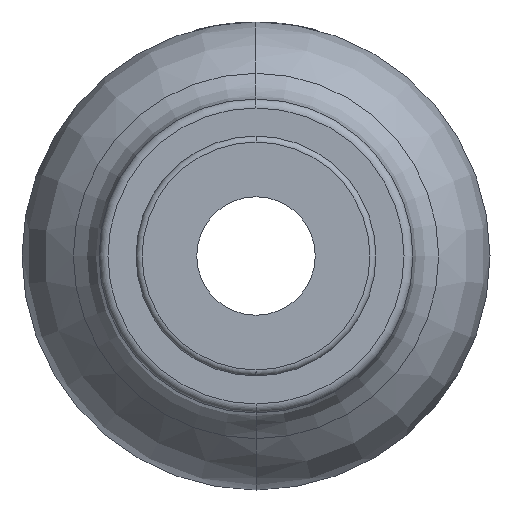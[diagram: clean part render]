
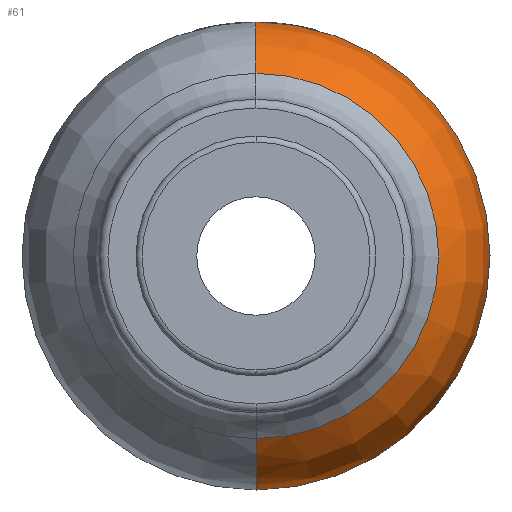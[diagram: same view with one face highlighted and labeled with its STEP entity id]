
A CAD part, front view. The second image highlights one B-rep face of the part: STEP entity #61.
In plain terms, the highlighted toroidal (fillet/blend) face has major radius 3.888 mm and minor radius 4.016 mm.
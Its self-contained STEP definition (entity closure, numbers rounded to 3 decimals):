
#61=ADVANCED_FACE('',(#158),#159,.T.);
#158=FACE_OUTER_BOUND('',#329,.T.);
#159=TOROIDAL_SURFACE('',#330,3.888,4.016);
#329=EDGE_LOOP('',(#582,#583,#584,#585,#586));
#330=AXIS2_PLACEMENT_3D('',#587,#588,#589);
#582=ORIENTED_EDGE('',*,*,#1151,.F.);
#583=ORIENTED_EDGE('',*,*,#1152,.T.);
#584=ORIENTED_EDGE('',*,*,#1153,.F.);
#585=ORIENTED_EDGE('',*,*,#1154,.F.);
#586=ORIENTED_EDGE('',*,*,#1155,.F.);
#587=CARTESIAN_POINT('',(0.0,12.559,0.0));
#588=DIRECTION('',(0.0,1.0,0.0));
#589=DIRECTION('',(0.0,0.0,1.0));
#1151=EDGE_CURVE('',#1384,#1385,#1386,.T.);
#1152=EDGE_CURVE('',#1384,#1387,#1388,.T.);
#1153=EDGE_CURVE('',#1389,#1387,#1390,.T.);
#1154=EDGE_CURVE('',#1391,#1389,#1392,.T.);
#1155=EDGE_CURVE('',#1385,#1391,#1393,.T.);
#1384=VERTEX_POINT('',#1722);
#1385=VERTEX_POINT('',#1723);
#1386=CIRCLE('',#1724,4.016);
#1387=VERTEX_POINT('',#1725);
#1388=CIRCLE('',#1726,6.166);
#1389=VERTEX_POINT('',#1727);
#1390=CIRCLE('',#1728,4.016);
#1391=VERTEX_POINT('',#1729);
#1392=CIRCLE('',#1730,7.9);
#1393=CIRCLE('',#1731,7.9);
#1722=CARTESIAN_POINT('',(0.,9.252,6.166));
#1723=CARTESIAN_POINT('',(0.,12.734,7.9));
#1724=AXIS2_PLACEMENT_3D('',#2178,#2179,#2180);
#1725=CARTESIAN_POINT('',(0.,9.252,-6.166));
#1726=AXIS2_PLACEMENT_3D('',#2181,#2182,#2183);
#1727=CARTESIAN_POINT('',(0.,12.734,-7.9));
#1728=AXIS2_PLACEMENT_3D('',#2184,#2185,#2186);
#1729=CARTESIAN_POINT('',(7.9,12.734,0.));
#1730=AXIS2_PLACEMENT_3D('',#2187,#2188,#2189);
#1731=AXIS2_PLACEMENT_3D('',#2190,#2191,#2192);
#2178=CARTESIAN_POINT('',(0.,12.559,3.888));
#2179=DIRECTION('',(-1.0,0.0,0.));
#2180=DIRECTION('',(0.,-0.0,1.0));
#2181=CARTESIAN_POINT('',(0.0,9.252,0.0));
#2182=DIRECTION('',(0.0,1.0,0.0));
#2183=DIRECTION('',(-1.0,0.0,0.0));
#2184=CARTESIAN_POINT('',(0.,12.559,-3.888));
#2185=DIRECTION('',(-1.0,0.0,0.));
#2186=DIRECTION('',(0.,0.0,-1.0));
#2187=CARTESIAN_POINT('',(0.0,12.734,0.0));
#2188=DIRECTION('',(0.0,1.0,0.0));
#2189=DIRECTION('',(-1.0,0.0,0.0));
#2190=CARTESIAN_POINT('',(0.0,12.734,0.0));
#2191=DIRECTION('',(0.0,1.0,0.0));
#2192=DIRECTION('',(-1.0,0.0,0.0));
